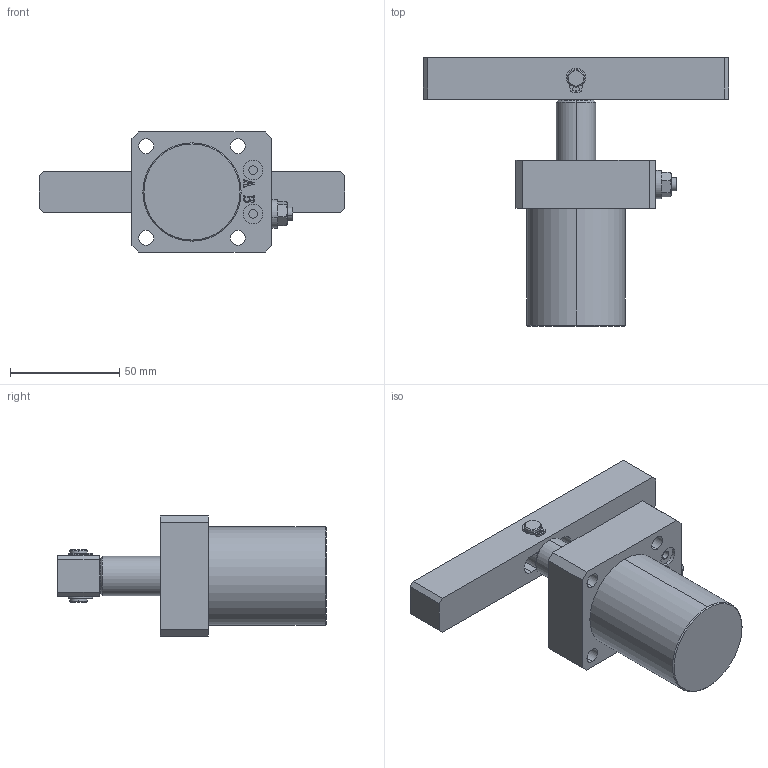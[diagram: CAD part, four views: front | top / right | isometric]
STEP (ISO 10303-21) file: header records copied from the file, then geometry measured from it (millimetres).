
FILE_DESCRIPTION (( 'STEP AP203' ), '1' );
FILE_NAME ('HSL-FAMT25D.STEP', '2019-10-06T08:12:11', ( '微软用户' ), ( '微软中国' ), 'SwSTEP 2.0', 'SolidWorks 2012', '' );
FILE_SCHEMA (( 'CONFIG_CONTROL_DESIGN' ));
Length unit declared in the file: millimetre
Products named in the file (7): HSL-FAMT25D; FCM-覃誹概; external circlip_bsi_BS 3673-4 - S007M; HSL-FA25D蛌褒詰揤旋杻秶; HSL-25蛌褒詰嶺裝; HSL-FA25D蛌褒詰隅弇种; HSL-FAMT25掛极
Assembly tree (7 placements, depth 2):
  HSL-FAMT25D
    HSL-FAMT25掛极
    HSL-FA25D蛌褒詰隅弇种
    HSL-25蛌褒詰嶺裝
    HSL-FA25D蛌褒詰揤旋杻秶
    external circlip_bsi_BS 3673-4 - S007M  x2
    FCM-覃誹概
Bounding box: 140 x 123 x 55 mm (x, y, z)
Volume: 201947.6 mm3; surface area: 46355.9 mm2
Topology: 7 solids, 7 shells, 250 faces, 612 edges, 402 vertices
Faces by surface type: plane 126, cylinder 92, bspline 16, cone 12, torus 4
Entity records: 8066 total; most frequent: CARTESIAN_POINT 2012, DIRECTION 1105, ORIENTED_EDGE 1074, EDGE_CURVE 537, AXIS2_PLACEMENT_3D 393, VERTEX_POINT 352, LINE 319, VECTOR 319
